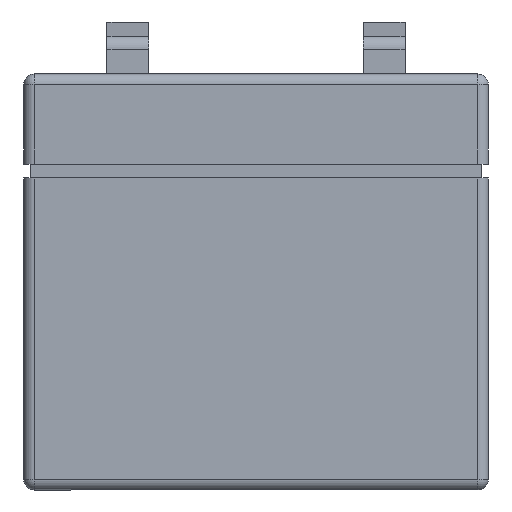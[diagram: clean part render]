
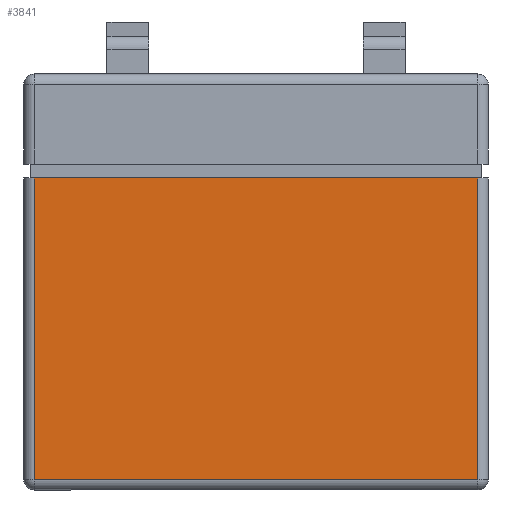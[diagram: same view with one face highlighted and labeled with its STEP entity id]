
A CAD part, left-side view. The second image highlights one B-rep face of the part: STEP entity #3841.
In plain terms, the highlighted planar face has unit normal (-1, 0, 0).
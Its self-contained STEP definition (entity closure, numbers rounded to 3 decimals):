
#2996 = PLANE('',#2997);
#2997 = AXIS2_PLACEMENT_3D('',#2998,#2999,#3000);
#2998 = CARTESIAN_POINT('',(0.,0.,45.));
#2999 = DIRECTION('',(0.,0.,-1.));
#3000 = DIRECTION('',(-1.,0.,0.));
#3282 = VERTEX_POINT('',#3283);
#3283 = CARTESIAN_POINT('',(0.,1.5,45.));
#3302 = CYLINDRICAL_SURFACE('',#3303,1.5);
#3303 = AXIS2_PLACEMENT_3D('',#3304,#3305,#3306);
#3304 = CARTESIAN_POINT('',(1.5,1.5,0.));
#3305 = DIRECTION('',(0.,0.,1.));
#3306 = DIRECTION('',(-1.,0.,0.));
#3314 = EDGE_CURVE('',#3315,#3282,#3317,.T.);
#3315 = VERTEX_POINT('',#3316);
#3316 = CARTESIAN_POINT('',(0.,65.5,45.));
#3317 = SURFACE_CURVE('',#3318,(#3322,#3329),.PCURVE_S1.);
#3318 = LINE('',#3319,#3320);
#3319 = CARTESIAN_POINT('',(0.,67.,45.));
#3320 = VECTOR('',#3321,1.);
#3321 = DIRECTION('',(0.,-1.,0.));
#3322 = PCURVE('',#2996,#3323);
#3323 = DEFINITIONAL_REPRESENTATION('',(#3324),#3328);
#3324 = LINE('',#3325,#3326);
#3325 = CARTESIAN_POINT('',(0.,67.));
#3326 = VECTOR('',#3327,1.);
#3327 = DIRECTION('',(0.,-1.));
#3328 = ( GEOMETRIC_REPRESENTATION_CONTEXT(2) 
PARAMETRIC_REPRESENTATION_CONTEXT() REPRESENTATION_CONTEXT('2D SPACE',''
  ) );
#3329 = PCURVE('',#3330,#3335);
#3330 = PLANE('',#3331);
#3331 = AXIS2_PLACEMENT_3D('',#3332,#3333,#3334);
#3332 = CARTESIAN_POINT('',(0.,0.,0.));
#3333 = DIRECTION('',(1.,0.,0.));
#3334 = DIRECTION('',(0.,0.,1.));
#3335 = DEFINITIONAL_REPRESENTATION('',(#3336),#3340);
#3336 = LINE('',#3337,#3338);
#3337 = CARTESIAN_POINT('',(45.,-67.));
#3338 = VECTOR('',#3339,1.);
#3339 = DIRECTION('',(0.,1.));
#3340 = ( GEOMETRIC_REPRESENTATION_CONTEXT(2) 
PARAMETRIC_REPRESENTATION_CONTEXT() REPRESENTATION_CONTEXT('2D SPACE',''
  ) );
#3363 = CYLINDRICAL_SURFACE('',#3364,1.5);
#3364 = AXIS2_PLACEMENT_3D('',#3365,#3366,#3367);
#3365 = CARTESIAN_POINT('',(1.5,65.5,0.));
#3366 = DIRECTION('',(0.,0.,1.));
#3367 = DIRECTION('',(-1.,0.,0.));
#3790 = EDGE_CURVE('',#3791,#3315,#3793,.T.);
#3791 = VERTEX_POINT('',#3792);
#3792 = CARTESIAN_POINT('',(0.,65.5,1.5));
#3793 = SURFACE_CURVE('',#3794,(#3798,#3805),.PCURVE_S1.);
#3794 = LINE('',#3795,#3796);
#3795 = CARTESIAN_POINT('',(0.,65.5,
    0.));
#3796 = VECTOR('',#3797,1.);
#3797 = DIRECTION('',(0.,0.,1.));
#3798 = PCURVE('',#3363,#3799);
#3799 = DEFINITIONAL_REPRESENTATION('',(#3800),#3804);
#3800 = LINE('',#3801,#3802);
#3801 = CARTESIAN_POINT('',(0.,0.));
#3802 = VECTOR('',#3803,1.);
#3803 = DIRECTION('',(0.,1.));
#3804 = ( GEOMETRIC_REPRESENTATION_CONTEXT(2) 
PARAMETRIC_REPRESENTATION_CONTEXT() REPRESENTATION_CONTEXT('2D SPACE',''
  ) );
#3805 = PCURVE('',#3330,#3806);
#3806 = DEFINITIONAL_REPRESENTATION('',(#3807),#3811);
#3807 = LINE('',#3808,#3809);
#3808 = CARTESIAN_POINT('',(0.,-65.5));
#3809 = VECTOR('',#3810,1.);
#3810 = DIRECTION('',(1.,0.));
#3811 = ( GEOMETRIC_REPRESENTATION_CONTEXT(2) 
PARAMETRIC_REPRESENTATION_CONTEXT() REPRESENTATION_CONTEXT('2D SPACE',''
  ) );
#3841 = ADVANCED_FACE('',(#3842),#3330,.F.);
#3842 = FACE_BOUND('',#3843,.F.);
#3843 = EDGE_LOOP('',(#3844,#3867,#3893,#3894));
#3844 = ORIENTED_EDGE('',*,*,#3845,.F.);
#3845 = EDGE_CURVE('',#3846,#3282,#3848,.T.);
#3846 = VERTEX_POINT('',#3847);
#3847 = CARTESIAN_POINT('',(0.,1.5,1.5));
#3848 = SURFACE_CURVE('',#3849,(#3853,#3860),.PCURVE_S1.);
#3849 = LINE('',#3850,#3851);
#3850 = CARTESIAN_POINT('',(0.,1.5,0.
    ));
#3851 = VECTOR('',#3852,1.);
#3852 = DIRECTION('',(0.,0.,1.));
#3853 = PCURVE('',#3330,#3854);
#3854 = DEFINITIONAL_REPRESENTATION('',(#3855),#3859);
#3855 = LINE('',#3856,#3857);
#3856 = CARTESIAN_POINT('',(0.,-1.5));
#3857 = VECTOR('',#3858,1.);
#3858 = DIRECTION('',(1.,0.));
#3859 = ( GEOMETRIC_REPRESENTATION_CONTEXT(2) 
PARAMETRIC_REPRESENTATION_CONTEXT() REPRESENTATION_CONTEXT('2D SPACE',''
  ) );
#3860 = PCURVE('',#3302,#3861);
#3861 = DEFINITIONAL_REPRESENTATION('',(#3862),#3866);
#3862 = LINE('',#3863,#3864);
#3863 = CARTESIAN_POINT('',(0.,0.));
#3864 = VECTOR('',#3865,1.);
#3865 = DIRECTION('',(0.,1.));
#3866 = ( GEOMETRIC_REPRESENTATION_CONTEXT(2) 
PARAMETRIC_REPRESENTATION_CONTEXT() REPRESENTATION_CONTEXT('2D SPACE',''
  ) );
#3867 = ORIENTED_EDGE('',*,*,#3868,.T.);
#3868 = EDGE_CURVE('',#3846,#3791,#3869,.T.);
#3869 = SURFACE_CURVE('',#3870,(#3874,#3881),.PCURVE_S1.);
#3870 = LINE('',#3871,#3872);
#3871 = CARTESIAN_POINT('',(0.,0.,1.5)
  );
#3872 = VECTOR('',#3873,1.);
#3873 = DIRECTION('',(0.,1.,0.));
#3874 = PCURVE('',#3330,#3875);
#3875 = DEFINITIONAL_REPRESENTATION('',(#3876),#3880);
#3876 = LINE('',#3877,#3878);
#3877 = CARTESIAN_POINT('',(1.5,0.));
#3878 = VECTOR('',#3879,1.);
#3879 = DIRECTION('',(0.,-1.));
#3880 = ( GEOMETRIC_REPRESENTATION_CONTEXT(2) 
PARAMETRIC_REPRESENTATION_CONTEXT() REPRESENTATION_CONTEXT('2D SPACE',''
  ) );
#3881 = PCURVE('',#3882,#3887);
#3882 = CYLINDRICAL_SURFACE('',#3883,1.5);
#3883 = AXIS2_PLACEMENT_3D('',#3884,#3885,#3886);
#3884 = CARTESIAN_POINT('',(1.5,0.,1.5));
#3885 = DIRECTION('',(0.,1.,0.));
#3886 = DIRECTION('',(-1.,0.,0.));
#3887 = DEFINITIONAL_REPRESENTATION('',(#3888),#3892);
#3888 = LINE('',#3889,#3890);
#3889 = CARTESIAN_POINT('',(0.,0.));
#3890 = VECTOR('',#3891,1.);
#3891 = DIRECTION('',(0.,1.));
#3892 = ( GEOMETRIC_REPRESENTATION_CONTEXT(2) 
PARAMETRIC_REPRESENTATION_CONTEXT() REPRESENTATION_CONTEXT('2D SPACE',''
  ) );
#3893 = ORIENTED_EDGE('',*,*,#3790,.T.);
#3894 = ORIENTED_EDGE('',*,*,#3314,.T.);
